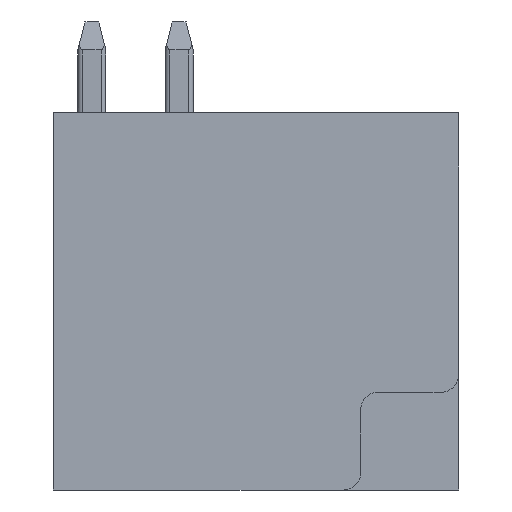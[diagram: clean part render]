
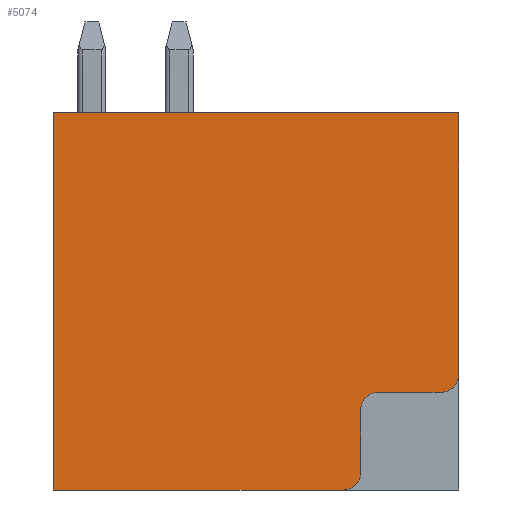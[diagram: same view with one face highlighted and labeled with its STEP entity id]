
A CAD part, front view. The second image highlights one B-rep face of the part: STEP entity #5074.
In plain terms, the highlighted planar face has unit normal (0, -1, 0).
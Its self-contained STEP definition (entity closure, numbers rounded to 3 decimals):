
#637=CARTESIAN_POINT('',(2.806,-17.5,-6.124));
#638=DIRECTION('',(0.,-1.,0.));
#639=DIRECTION('',(0.,0.,-1.));
#640=AXIS2_PLACEMENT_3D('',#637,#638,#639);
#642=DIRECTION('',(-1.,0.,0.));
#643=VECTOR('',#642,8.3);
#644=CARTESIAN_POINT('',(2.806,-17.5,-6.624));
#645=LINE('',#644,#643);
#646=DIRECTION('',(0.,0.,1.));
#647=VECTOR('',#646,10.8);
#648=CARTESIAN_POINT('',(-5.494,-17.5,-6.624));
#649=LINE('',#648,#647);
#650=DIRECTION('',(1.,0.,0.));
#651=VECTOR('',#650,11.6);
#652=CARTESIAN_POINT('',(-5.494,-17.5,4.176));
#653=LINE('',#652,#651);
#654=DIRECTION('',(0.,0.,-1.));
#655=VECTOR('',#654,7.5);
#656=CARTESIAN_POINT('',(6.106,-17.5,4.176));
#657=LINE('',#656,#655);
#658=CARTESIAN_POINT('',(5.606,-17.5,-3.324));
#659=DIRECTION('',(0.,-1.,0.));
#660=DIRECTION('',(0.,0.,-1.));
#661=AXIS2_PLACEMENT_3D('',#658,#659,#660);
#663=DIRECTION('',(-1.,0.,0.));
#664=VECTOR('',#663,1.8);
#665=CARTESIAN_POINT('',(5.606,-17.5,-3.824));
#666=LINE('',#665,#664);
#667=DIRECTION('',(0.,0.,1.));
#668=VECTOR('',#667,1.8);
#669=CARTESIAN_POINT('',(3.306,-17.5,-6.124));
#670=LINE('',#669,#668);
#688=CARTESIAN_POINT('',(3.806,-17.5,-4.324));
#689=DIRECTION('',(0.,1.,0.));
#690=DIRECTION('',(-1.,0.,0.));
#691=AXIS2_PLACEMENT_3D('',#688,#689,#690);
#3683=CARTESIAN_POINT('',(-5.494,-17.5,-6.624));
#3684=CARTESIAN_POINT('',(-5.494,-17.5,4.176));
#3685=VERTEX_POINT('',#3683);
#3686=VERTEX_POINT('',#3684);
#3687=CARTESIAN_POINT('',(6.106,-17.5,4.176));
#3688=VERTEX_POINT('',#3687);
#3721=CARTESIAN_POINT('',(3.306,-17.5,-4.324));
#3722=VERTEX_POINT('',#3721);
#3723=CARTESIAN_POINT('',(3.806,-17.5,-3.824));
#3724=VERTEX_POINT('',#3723);
#3725=CARTESIAN_POINT('',(2.806,-17.5,-6.624));
#3726=CARTESIAN_POINT('',(3.306,-17.5,-6.124));
#3727=VERTEX_POINT('',#3725);
#3728=VERTEX_POINT('',#3726);
#3733=CARTESIAN_POINT('',(5.606,-17.5,-3.824));
#3735=VERTEX_POINT('',#3733);
#3737=CARTESIAN_POINT('',(6.106,-17.5,-3.324));
#3738=VERTEX_POINT('',#3737);
#5053=CARTESIAN_POINT('',(0.,-17.5,0.));
#5054=DIRECTION('',(0.,1.,0.));
#5055=DIRECTION('',(1.,0.,0.));
#5056=AXIS2_PLACEMENT_3D('',#5053,#5054,#5055);
#5057=PLANE('',#5056);
#5059=ORIENTED_EDGE('',*,*,#5058,.F.);
#5060=ORIENTED_EDGE('',*,*,#4907,.T.);
#5061=ORIENTED_EDGE('',*,*,#4926,.T.);
#5062=ORIENTED_EDGE('',*,*,#4939,.T.);
#5063=ORIENTED_EDGE('',*,*,#4656,.T.);
#5065=ORIENTED_EDGE('',*,*,#5064,.F.);
#5067=ORIENTED_EDGE('',*,*,#5066,.T.);
#5069=ORIENTED_EDGE('',*,*,#5068,.F.);
#5071=ORIENTED_EDGE('',*,*,#5070,.F.);
#5072=EDGE_LOOP('',(#5059,#5060,#5061,#5062,#5063,#5065,#5067,#5069,#5071));
#5073=FACE_OUTER_BOUND('',#5072,.F.);
#5074=ADVANCED_FACE('',(#5073),#5057,.F.);
#641=CIRCLE('',#640,0.5);
#662=CIRCLE('',#661,0.5);
#692=CIRCLE('',#691,0.5);
#4656=EDGE_CURVE('',#3688,#3738,#657,.T.);
#4907=EDGE_CURVE('',#3727,#3685,#645,.T.);
#4926=EDGE_CURVE('',#3685,#3686,#649,.T.);
#4939=EDGE_CURVE('',#3686,#3688,#653,.T.);
#5058=EDGE_CURVE('',#3727,#3728,#641,.T.);
#5064=EDGE_CURVE('',#3735,#3738,#662,.T.);
#5066=EDGE_CURVE('',#3735,#3724,#666,.T.);
#5068=EDGE_CURVE('',#3722,#3724,#692,.T.);
#5070=EDGE_CURVE('',#3728,#3722,#670,.T.);
